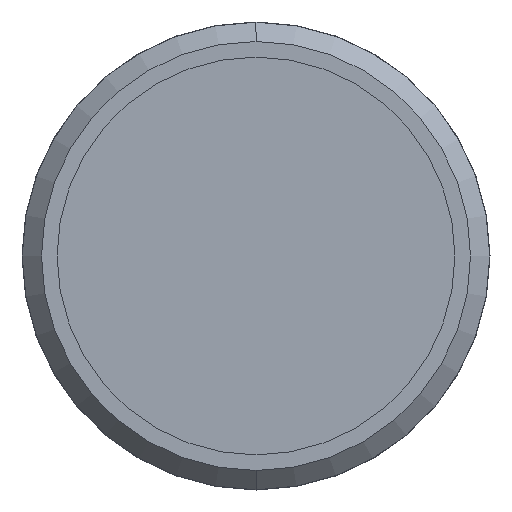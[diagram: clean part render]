
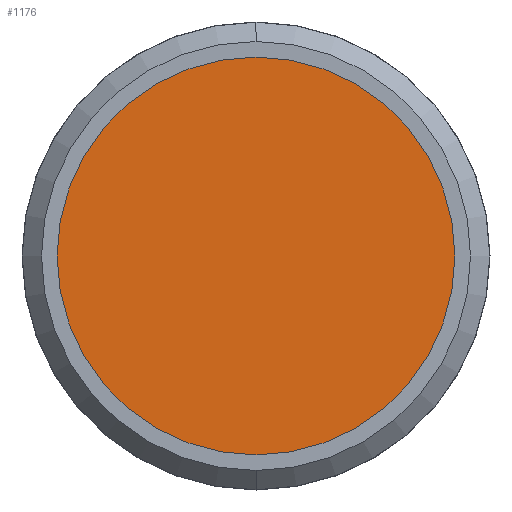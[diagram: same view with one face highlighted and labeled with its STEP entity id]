
A CAD part, front view. The second image highlights one B-rep face of the part: STEP entity #1176.
In plain terms, the highlighted planar face has unit normal (0, -1, 0).
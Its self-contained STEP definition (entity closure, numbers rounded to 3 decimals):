
#1176=ADVANCED_FACE('',(#2284),#2285,.T.);
#2284=FACE_OUTER_BOUND('',#3348,.T.);
#2285=PLANE('',#3349);
#3348=EDGE_LOOP('',(#6135,#6136));
#3349=AXIS2_PLACEMENT_3D('',#6137,#6138,#6139);
#6135=ORIENTED_EDGE('',*,*,#7185,.T.);
#6136=ORIENTED_EDGE('',*,*,#7198,.T.);
#6137=CARTESIAN_POINT('',(0.0,-0.01,3.825));
#6138=DIRECTION('',(0.0,-1.0,0.0));
#6139=DIRECTION('',(0.0,0.0,1.0));
#7185=EDGE_CURVE('',#8638,#8642,#8644,.T.);
#7198=EDGE_CURVE('',#8642,#8638,#8661,.T.);
#8638=VERTEX_POINT('',#10681);
#8642=VERTEX_POINT('',#10686);
#8644=CIRCLE('',#10689,7.65);
#8661=CIRCLE('',#10708,7.65);
#10681=CARTESIAN_POINT('',(0.0,-0.01,7.65));
#10686=CARTESIAN_POINT('',(0.,-0.01,-7.65));
#10689=AXIS2_PLACEMENT_3D('',#12144,#12145,#12146);
#10708=AXIS2_PLACEMENT_3D('',#12164,#12165,#12166);
#12144=CARTESIAN_POINT('',(0.0,-0.01,0.0));
#12145=DIRECTION('',(0.0,-1.0,0.0));
#12146=DIRECTION('',(0.0,0.0,1.0));
#12164=CARTESIAN_POINT('',(0.0,-0.01,0.0));
#12165=DIRECTION('',(0.0,-1.0,0.0));
#12166=DIRECTION('',(0.0,0.0,1.0));
